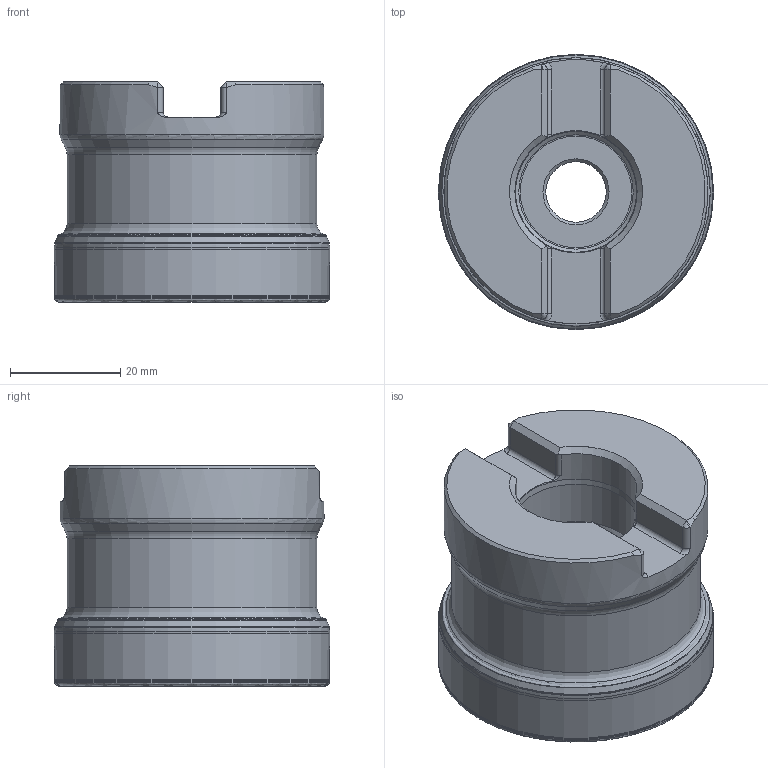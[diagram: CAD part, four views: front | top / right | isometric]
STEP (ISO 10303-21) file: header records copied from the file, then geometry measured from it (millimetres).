
FILE_DESCRIPTION(/* description */ (''),/* implementation_level */ '2;1');
FILE_NAME(/* name */ '50A04R_S90TN16_C_202945880ndi000_00_SIM.stp',/* time_stamp */ '2021-03-25T08:21:40+01:00',/* author */ (''),/* organization */ (''),/* preprocessor_version */ 'ST-DEVELOPER v16.7',/* originating_system */ 'SIEMENS PLM Software NX 12.0',/* authorisation */ '');
FILE_SCHEMA (('AUTOMOTIVE_DESIGN { 1 0 10303 214 3 1 1 1 }'));
Length unit declared in the file: millimetre
Products named in the file (1): lf19438CFC4Bik9j
Bounding box: 50.02 x 50.02 x 39.99 mm (x, y, z)
Volume: 65246.1 mm3; surface area: 16368.8 mm2
Topology: 2 solids, 2 shells, 120 faces, 277 edges, 155 vertices
Faces by surface type: revolution 36, cylinder 25, cone 24, plane 18, torus 17
Full cylindrical faces by diameter (mm): 11 x1, 18.1 x1, 22.006 x1, 22.2 x1, 45.4 x1, 48 x1, 48.2 x1
Entity records: 3366 total; most frequent: CARTESIAN_POINT 966, DIRECTION 488, ORIENTED_EDGE 390, AXIS2_PLACEMENT_3D 202, EDGE_CURVE 195, EDGE_LOOP 190, VERTEX_POINT 145, FACE_BOUND 140
